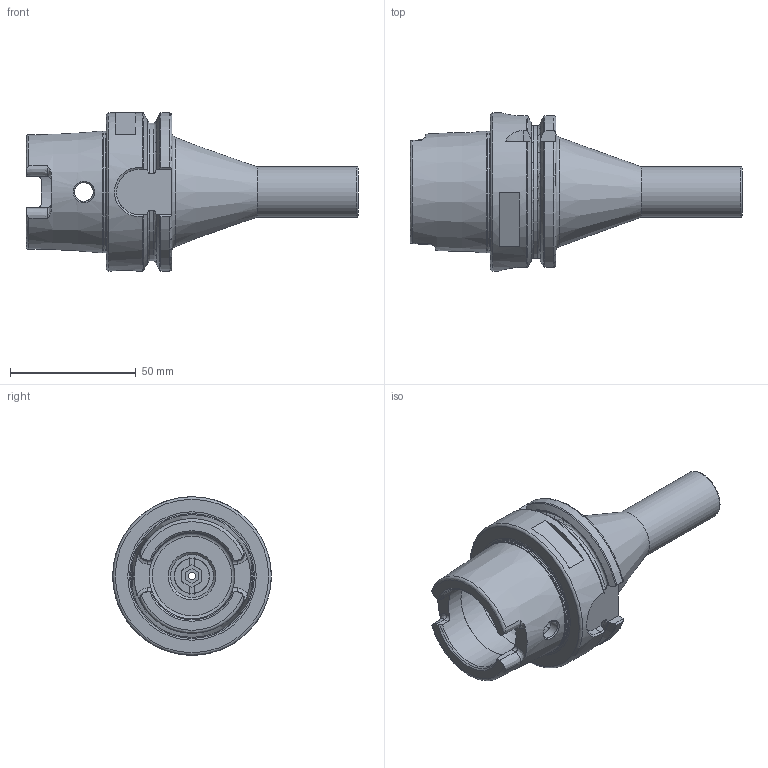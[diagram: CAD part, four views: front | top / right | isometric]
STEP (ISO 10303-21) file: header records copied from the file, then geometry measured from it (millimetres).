
FILE_DESCRIPTION(/* description */ (''),/* implementation_level */ '2;1');
FILE_NAME(/* name */ 'HSK063A-MX08-100-N v1.step',/* time_stamp */ '2023-04-29T17:45:28-05:00',/* author */ (''),/* organization */ (''),/* preprocessor_version */ 'ST-DEVELOPER v19.2',/* originating_system */ 'Autodesk Translation Framework v11.17.0.187',/* authorisation */ '');
FILE_SCHEMA (('AUTOMOTIVE_DESIGN { 1 0 10303 214 3 1 1 }'));
Length unit declared in the file: millimetre
Products named in the file (1): HSK063A-MX08-100-N
Bounding box: 132 x 63 x 63 mm (x, y, z)
Volume: 114719.4 mm3; surface area: 32380.8 mm2
Topology: 3 solids, 3 shells, 171 faces, 450 edges, 296 vertices
Faces by surface type: plane 75, cylinder 33, torus 26, cone 24, bspline 13
Full cylindrical faces by diameter (mm): 3 x1, 7.5 x2, 8 x1, 8.5 x1, 10 x2, 12 x1, 13 x2, 14 x2, 15.875 x1, 17 x1, 19 x1, 20 x1, 34 x2, 40 x1, 48.241 x1, 63 x1
Entity records: 6743 total; most frequent: CARTESIAN_POINT 2646, ORIENTED_EDGE 900, DIRECTION 785, EDGE_CURVE 450, AXIS2_PLACEMENT_3D 309, VERTEX_POINT 296, EDGE_LOOP 192, FACE_OUTER_BOUND 171
